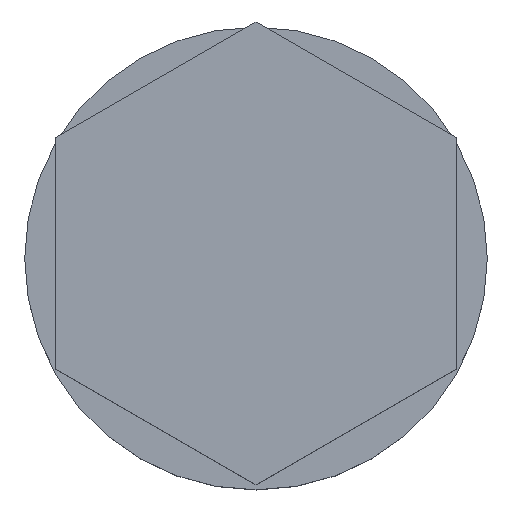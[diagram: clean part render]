
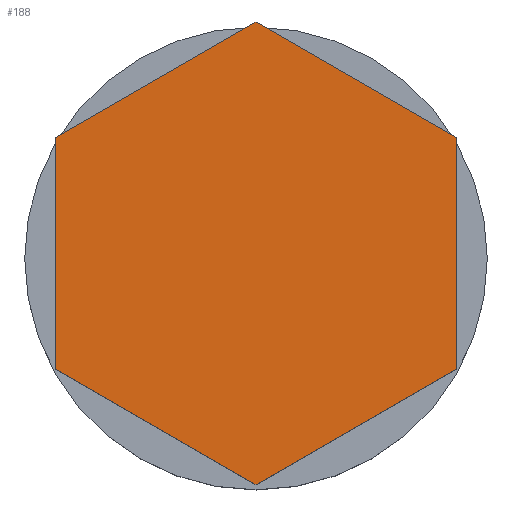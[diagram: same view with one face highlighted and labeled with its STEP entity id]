
A CAD part, top view. The second image highlights one B-rep face of the part: STEP entity #188.
In plain terms, the highlighted planar face has unit normal (0, 0, 1).
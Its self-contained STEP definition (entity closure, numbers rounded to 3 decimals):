
#1=DIRECTION('',(0.866,-0.5,0.));
#2=VECTOR('',#1,2.5);
#3=CARTESIAN_POINT('',(-2.165,-1.25,32.));
#4=LINE('',#3,#2);
#5=DIRECTION('',(0.,-1.,0.));
#6=VECTOR('',#5,2.5);
#7=CARTESIAN_POINT('',(-2.165,1.25,32.));
#8=LINE('',#7,#6);
#9=DIRECTION('',(-0.866,-0.5,0.));
#10=VECTOR('',#9,2.5);
#11=CARTESIAN_POINT('',(0.,2.5,32.));
#12=LINE('',#11,#10);
#13=DIRECTION('',(-0.866,0.5,0.));
#14=VECTOR('',#13,2.5);
#15=CARTESIAN_POINT('',(2.165,1.25,32.));
#16=LINE('',#15,#14);
#17=DIRECTION('',(0.,1.,0.));
#18=VECTOR('',#17,2.5);
#19=CARTESIAN_POINT('',(2.165,-1.25,32.));
#20=LINE('',#19,#18);
#21=DIRECTION('',(0.866,0.5,0.));
#22=VECTOR('',#21,2.5);
#23=CARTESIAN_POINT('',(0.,-2.5,32.));
#24=LINE('',#23,#22);
#141=CARTESIAN_POINT('',(-2.165,-1.25,32.));
#142=CARTESIAN_POINT('',(0.,-2.5,32.));
#143=VERTEX_POINT('',#141);
#144=VERTEX_POINT('',#142);
#145=CARTESIAN_POINT('',(2.165,-1.25,32.));
#146=VERTEX_POINT('',#145);
#147=CARTESIAN_POINT('',(2.165,1.25,32.));
#148=VERTEX_POINT('',#147);
#149=CARTESIAN_POINT('',(0.,2.5,32.));
#150=VERTEX_POINT('',#149);
#151=CARTESIAN_POINT('',(-2.165,1.25,32.));
#152=VERTEX_POINT('',#151);
#169=CARTESIAN_POINT('',(0.,0.,32.));
#170=DIRECTION('',(0.,0.,1.));
#171=DIRECTION('',(1.,0.,0.));
#172=AXIS2_PLACEMENT_3D('',#169,#170,#171);
#173=PLANE('',#172);
#175=ORIENTED_EDGE('',*,*,#174,.F.);
#177=ORIENTED_EDGE('',*,*,#176,.F.);
#179=ORIENTED_EDGE('',*,*,#178,.F.);
#181=ORIENTED_EDGE('',*,*,#180,.F.);
#183=ORIENTED_EDGE('',*,*,#182,.F.);
#185=ORIENTED_EDGE('',*,*,#184,.F.);
#186=EDGE_LOOP('',(#175,#177,#179,#181,#183,#185));
#187=FACE_OUTER_BOUND('',#186,.F.);
#188=ADVANCED_FACE('',(#187),#173,.T.);
#174=EDGE_CURVE('',#143,#144,#4,.T.);
#176=EDGE_CURVE('',#152,#143,#8,.T.);
#178=EDGE_CURVE('',#150,#152,#12,.T.);
#180=EDGE_CURVE('',#148,#150,#16,.T.);
#182=EDGE_CURVE('',#146,#148,#20,.T.);
#184=EDGE_CURVE('',#144,#146,#24,.T.);
